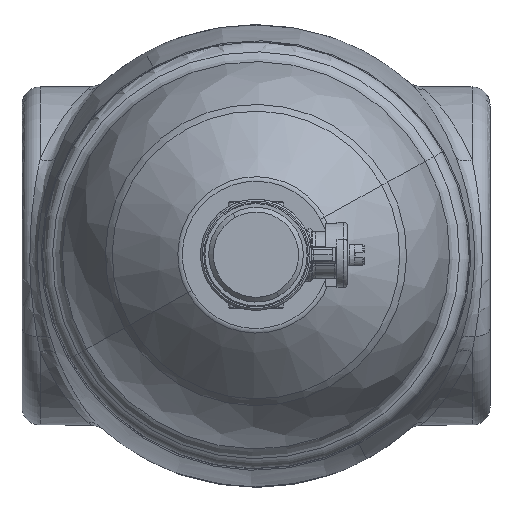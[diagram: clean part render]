
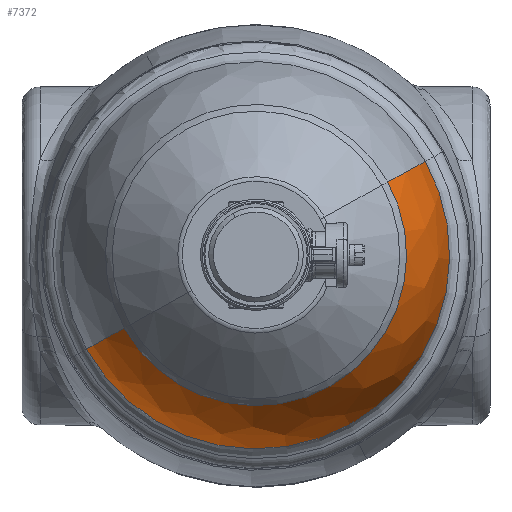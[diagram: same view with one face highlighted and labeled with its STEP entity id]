
A CAD part, top view. The second image highlights one B-rep face of the part: STEP entity #7372.
In plain terms, the highlighted face is a revolution surface.
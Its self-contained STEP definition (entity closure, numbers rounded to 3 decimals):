
#7176=AXIS2_PLACEMENT_3D('Circle Axis2P3D',#7174,#7175,$) ;
#7363=AXIS2_PLACEMENT_3D('Circle Axis2P3D',#7361,#7362,$) ;
#7151=CARTESIAN_POINT('Vertex',(-47.058,-26.07,99.456)) ;
#7158=CARTESIAN_POINT('Vertex',(47.058,26.07,99.456)) ;
#7174=CARTESIAN_POINT('Axis2P3D Location',(0.,0.,99.456)) ;
#7321=CARTESIAN_POINT('Control Point',(-47.058,-26.07,99.456)) ;
#7322=CARTESIAN_POINT('Control Point',(-46.385,-25.697,108.418)) ;
#7323=CARTESIAN_POINT('Control Point',(-44.367,-24.58,117.25)) ;
#7324=CARTESIAN_POINT('Control Point',(-41.038,-22.735,125.547)) ;
#7325=CARTESIAN_POINT('Control Point',(-36.597,-20.275,132.973)) ;
#7326=CARTESIAN_POINT('Vertex',(-36.597,-20.275,132.973)) ;
#7333=CARTESIAN_POINT('Vertex',(36.597,20.275,132.973)) ;
#7337=CARTESIAN_POINT('Control Point',(47.058,26.07,99.456)) ;
#7338=CARTESIAN_POINT('Control Point',(46.385,25.697,108.418)) ;
#7339=CARTESIAN_POINT('Control Point',(44.367,24.58,117.25)) ;
#7340=CARTESIAN_POINT('Control Point',(41.038,22.735,125.547)) ;
#7341=CARTESIAN_POINT('Control Point',(36.597,20.275,132.973)) ;
#7352=CARTESIAN_POINT('Control Point',(53.796,0.318,99.456)) ;
#7353=CARTESIAN_POINT('Control Point',(53.026,0.313,108.418)) ;
#7354=CARTESIAN_POINT('Control Point',(50.72,0.3,117.25)) ;
#7355=CARTESIAN_POINT('Control Point',(46.915,0.277,125.547)) ;
#7356=CARTESIAN_POINT('Control Point',(41.838,0.247,132.973)) ;
#7357=CARTESIAN_POINT('Axis1P Location',(0.,0.,110.25)) ;
#7361=CARTESIAN_POINT('Axis2P3D Location',(0.,0.,132.973)) ;
#7175=DIRECTION('Axis2P3D Direction',(0.,0.,1.)) ;
#7358=DIRECTION('Axis1P Direction',(0.,0.,1.)) ;
#7362=DIRECTION('Axis2P3D Direction',(0.,0.,1.)) ;
#7359=AXIS1_PLACEMENT('Revolution Surface Axis1P',#7357,#7358) ;
#7367=ORIENTED_EDGE('',*,*,#7342,.T.) ;
#7368=ORIENTED_EDGE('',*,*,#7365,.F.) ;
#7369=ORIENTED_EDGE('',*,*,#7328,.F.) ;
#7370=ORIENTED_EDGE('',*,*,#7178,.T.) ;
#7372=ADVANCED_FACE('PartBody',(#7371),#7360,.T.) ;
#7320=B_SPLINE_CURVE_WITH_KNOTS('',4,(#7321,#7322,#7323,#7324,#7325),.UNSPECIFIED.,.F.,.U.,(5,5),(225.911,261.892),.UNSPECIFIED.) ;
#7336=B_SPLINE_CURVE_WITH_KNOTS('',4,(#7337,#7338,#7339,#7340,#7341),.UNSPECIFIED.,.F.,.U.,(5,5),(225.911,261.892),.UNSPECIFIED.) ;
#7351=B_SPLINE_CURVE_WITH_KNOTS('',4,(#7352,#7353,#7354,#7355,#7356),.UNSPECIFIED.,.F.,.U.,(5,5),(225.911,261.892),.UNSPECIFIED.) ;
#7177=CIRCLE('generated circle',#7176,53.797) ;
#7364=CIRCLE('generated circle',#7363,41.838) ;
#7178=EDGE_CURVE('',#7152,#7159,#7177,.T.) ;
#7328=EDGE_CURVE('',#7152,#7327,#7320,.T.) ;
#7342=EDGE_CURVE('',#7159,#7334,#7336,.T.) ;
#7365=EDGE_CURVE('',#7327,#7334,#7364,.T.) ;
#7366=EDGE_LOOP('',(#7367,#7368,#7369,#7370)) ;
#7371=FACE_OUTER_BOUND('',#7366,.T.) ;
#7360=SURFACE_OF_REVOLUTION('Surface of Revolution',#7351,#7359) ;
#7152=VERTEX_POINT('',#7151) ;
#7159=VERTEX_POINT('',#7158) ;
#7327=VERTEX_POINT('',#7326) ;
#7334=VERTEX_POINT('',#7333) ;
